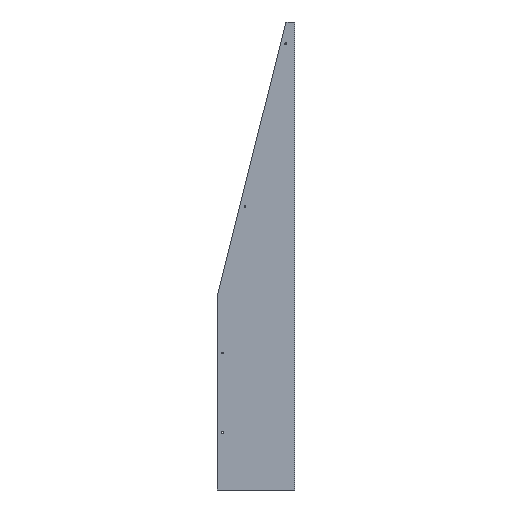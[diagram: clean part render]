
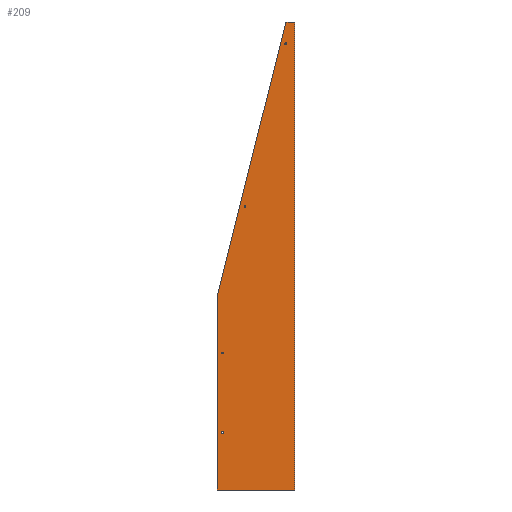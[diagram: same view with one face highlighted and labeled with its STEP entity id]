
A CAD part, left-side view. The second image highlights one B-rep face of the part: STEP entity #209.
In plain terms, the highlighted planar face has unit normal (-1, 0, 0).
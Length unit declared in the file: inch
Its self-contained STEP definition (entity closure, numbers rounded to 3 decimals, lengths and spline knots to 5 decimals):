
#17=LINE('',#310,#32);
#21=LINE('',#318,#36);
#24=LINE('',#324,#39);
#27=LINE('',#330,#42);
#30=LINE('',#335,#45);
#32=VECTOR('',#259,31.88571);
#36=VECTOR('',#265,1.);
#39=VECTOR('',#270,52.92954);
#42=VECTOR('',#275,8.75);
#45=VECTOR('',#280,22.);
#53=PLANE('',#230);
#62=FACE_BOUND('',#96,.T.);
#63=FACE_BOUND('',#97,.T.);
#64=FACE_BOUND('',#98,.T.);
#65=FACE_BOUND('',#99,.T.);
#76=FACE_OUTER_BOUND('',#95,.T.);
#95=EDGE_LOOP('',(#186,#187,#188,#189,#190));
#96=EDGE_LOOP('',(#191));
#97=EDGE_LOOP('',(#192));
#98=EDGE_LOOP('',(#193));
#99=EDGE_LOOP('',(#194));
#101=CIRCLE('',#214,0.105);
#103=CIRCLE('',#217,0.105);
#105=CIRCLE('',#220,0.105);
#107=CIRCLE('',#223,0.105);
#109=VERTEX_POINT('',#290);
#111=VERTEX_POINT('',#295);
#113=VERTEX_POINT('',#300);
#115=VERTEX_POINT('',#305);
#116=VERTEX_POINT('',#308);
#117=VERTEX_POINT('',#309);
#120=VERTEX_POINT('',#317);
#122=VERTEX_POINT('',#323);
#124=VERTEX_POINT('',#329);
#127=EDGE_CURVE('',#109,#109,#101,.T.);
#129=EDGE_CURVE('',#111,#111,#103,.T.);
#131=EDGE_CURVE('',#113,#113,#105,.T.);
#133=EDGE_CURVE('',#115,#115,#107,.T.);
#134=EDGE_CURVE('',#116,#117,#17,.T.);
#138=EDGE_CURVE('',#116,#120,#21,.T.);
#141=EDGE_CURVE('',#122,#120,#24,.T.);
#144=EDGE_CURVE('',#124,#122,#27,.T.);
#147=EDGE_CURVE('',#117,#124,#30,.T.);
#186=ORIENTED_EDGE('',*,*,#134,.T.);
#187=ORIENTED_EDGE('',*,*,#147,.T.);
#188=ORIENTED_EDGE('',*,*,#144,.T.);
#189=ORIENTED_EDGE('',*,*,#141,.T.);
#190=ORIENTED_EDGE('',*,*,#138,.F.);
#191=ORIENTED_EDGE('',*,*,#127,.F.);
#192=ORIENTED_EDGE('',*,*,#129,.F.);
#193=ORIENTED_EDGE('',*,*,#131,.F.);
#194=ORIENTED_EDGE('',*,*,#133,.F.);
#209=ADVANCED_FACE('',(#76,#62,#63,#64,#65),#53,.F.);
#214=AXIS2_PLACEMENT_3D('',#291,#237,#238);
#217=AXIS2_PLACEMENT_3D('',#296,#243,#244);
#220=AXIS2_PLACEMENT_3D('',#301,#249,#250);
#223=AXIS2_PLACEMENT_3D('',#306,#255,#256);
#230=AXIS2_PLACEMENT_3D('',#338,#284,#285);
#237=DIRECTION('center_axis',(-1.,0.,0.));
#238=DIRECTION('ref_axis',(0.,0.,1.));
#243=DIRECTION('center_axis',(-1.,0.,0.));
#244=DIRECTION('ref_axis',(0.,0.,1.));
#249=DIRECTION('center_axis',(-1.,0.,0.));
#250=DIRECTION('ref_axis',(0.,0.,1.));
#255=DIRECTION('center_axis',(-1.,0.,0.));
#256=DIRECTION('ref_axis',(0.,0.,1.));
#259=DIRECTION('',(0.,0.243,-0.97));
#265=DIRECTION('',(0.,-1.,0.));
#270=DIRECTION('',(0.,0.,1.));
#275=DIRECTION('',(0.,-1.,0.));
#280=DIRECTION('',(0.,0.,-1.));
#284=DIRECTION('center_axis',(1.,0.,0.));
#285=DIRECTION('ref_axis',(0.,0.,-1.));
#290=CARTESIAN_POINT('',(0.,8.16,6.605));
#291=CARTESIAN_POINT('Origin',(0.,8.16,6.5));
#295=CARTESIAN_POINT('',(0.,8.16,15.605));
#296=CARTESIAN_POINT('Origin',(0.,8.16,15.5));
#300=CARTESIAN_POINT('',(0.,5.62561,32.14673));
#301=CARTESIAN_POINT('Origin',(0.,5.62561,32.04173));
#305=CARTESIAN_POINT('',(0.,1.00755,50.57696));
#306=CARTESIAN_POINT('Origin',(0.,1.00755,50.47196));
#308=CARTESIAN_POINT('',(0.,1.,52.92954));
#309=CARTESIAN_POINT('',(0.,8.75,22.));
#310=CARTESIAN_POINT('',(0.,13.41996,3.36263));
#317=CARTESIAN_POINT('',(0.,0.,52.92954));
#318=CARTESIAN_POINT('',(0.,0.,52.92954));
#323=CARTESIAN_POINT('',(0.,0.,0.));
#324=CARTESIAN_POINT('',(0.,0.,0.));
#329=CARTESIAN_POINT('',(0.,8.75,0.));
#330=CARTESIAN_POINT('',(0.,0.,0.));
#335=CARTESIAN_POINT('',(0.,8.75,0.));
#338=CARTESIAN_POINT('Origin',(0.,0.,0.));
